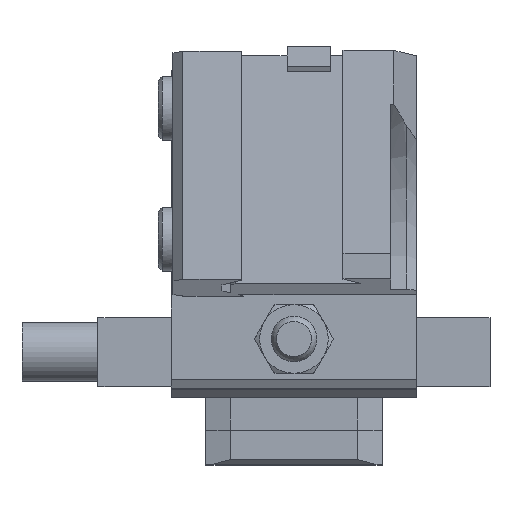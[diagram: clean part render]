
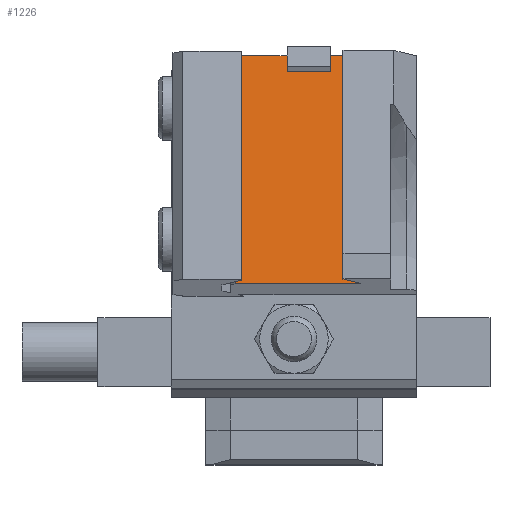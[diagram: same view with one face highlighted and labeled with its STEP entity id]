
A CAD part, top view. The second image highlights one B-rep face of the part: STEP entity #1226.
In plain terms, the highlighted planar face has unit normal (0, 0.139, 0.99).
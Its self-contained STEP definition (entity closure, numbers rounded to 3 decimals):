
#105=LINE('',#5274,#468);
#106=LINE('',#5277,#469);
#107=LINE('',#5279,#470);
#108=LINE('',#5281,#471);
#109=LINE('',#5283,#472);
#110=LINE('',#5285,#473);
#111=LINE('',#5287,#474);
#112=LINE('',#5289,#475);
#468=VECTOR('',#4187,1.);
#469=VECTOR('',#4188,1.);
#470=VECTOR('',#4189,1.);
#471=VECTOR('',#4190,1.);
#472=VECTOR('',#4191,1.);
#473=VECTOR('',#4192,1.);
#474=VECTOR('',#4193,1.);
#475=VECTOR('',#4194,1.);
#885=PLANE('',#3774);
#1045=FACE_OUTER_BOUND('',#1542,.T.);
#1226=ADVANCED_FACE('',(#1045),#885,.F.);
#1542=EDGE_LOOP('',(#1920,#1921,#1922,#1923,#1924,#1925,#1926,#1927));
#1920=ORIENTED_EDGE('',*,*,#3224,.F.);
#1921=ORIENTED_EDGE('',*,*,#3225,.T.);
#1922=ORIENTED_EDGE('',*,*,#3226,.T.);
#1923=ORIENTED_EDGE('',*,*,#3227,.F.);
#1924=ORIENTED_EDGE('',*,*,#3228,.F.);
#1925=ORIENTED_EDGE('',*,*,#3229,.T.);
#1926=ORIENTED_EDGE('',*,*,#3230,.T.);
#1927=ORIENTED_EDGE('',*,*,#3231,.T.);
#2860=VERTEX_POINT('',#5275);
#2861=VERTEX_POINT('',#5276);
#2862=VERTEX_POINT('',#5278);
#2863=VERTEX_POINT('',#5280);
#2864=VERTEX_POINT('',#5282);
#2865=VERTEX_POINT('',#5284);
#2866=VERTEX_POINT('',#5286);
#2867=VERTEX_POINT('',#5288);
#3224=EDGE_CURVE('',#2860,#2861,#105,.T.);
#3225=EDGE_CURVE('',#2860,#2862,#106,.T.);
#3226=EDGE_CURVE('',#2862,#2863,#107,.T.);
#3227=EDGE_CURVE('',#2864,#2863,#108,.T.);
#3228=EDGE_CURVE('',#2865,#2864,#109,.T.);
#3229=EDGE_CURVE('',#2865,#2866,#110,.T.);
#3230=EDGE_CURVE('',#2866,#2867,#111,.T.);
#3231=EDGE_CURVE('',#2867,#2861,#112,.T.);
#3774=AXIS2_PLACEMENT_3D('',#5290,#4195,#4196);
#4187=DIRECTION('',(1.,0.,0.));
#4188=DIRECTION('',(0.,-0.99,0.139));
#4189=DIRECTION('',(-1.,0.,0.));
#4190=DIRECTION('',(0.,-0.99,0.139));
#4191=DIRECTION('',(1.,0.,0.));
#4192=DIRECTION('',(0.,-0.99,0.139));
#4193=DIRECTION('',(1.,0.,0.));
#4194=DIRECTION('',(0.,0.99,-0.139));
#4195=DIRECTION('',(0.,-0.139,-0.99));
#4196=DIRECTION('',(0.,-0.99,0.139));
#5274=CARTESIAN_POINT('',(-25.,68.238,68.254));
#5275=CARTESIAN_POINT('',(7.4,68.238,68.254));
#5276=CARTESIAN_POINT('',(13.134,68.238,68.254));
#5277=CARTESIAN_POINT('',(7.4,21.695,74.796));
#5278=CARTESIAN_POINT('',(7.4,65.157,68.687));
#5279=CARTESIAN_POINT('',(-25.,65.157,68.687));
#5280=CARTESIAN_POINT('',(-1.4,65.157,68.687));
#5281=CARTESIAN_POINT('',(-1.4,21.695,74.796));
#5282=CARTESIAN_POINT('',(-1.4,68.238,68.254));
#5283=CARTESIAN_POINT('',(-25.,68.238,68.254));
#5284=CARTESIAN_POINT('',(-12.,68.238,68.254));
#5285=CARTESIAN_POINT('',(-12.,21.695,74.796));
#5286=CARTESIAN_POINT('',(-12.,21.695,74.796));
#5287=CARTESIAN_POINT('',(-25.,21.695,74.796));
#5288=CARTESIAN_POINT('',(13.134,21.695,74.796));
#5289=CARTESIAN_POINT('',(13.134,68.238,68.254));
#5290=CARTESIAN_POINT('',(-25.,21.695,74.796));
